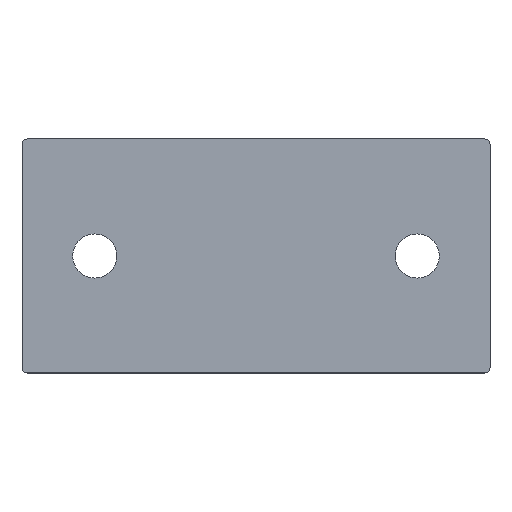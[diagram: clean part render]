
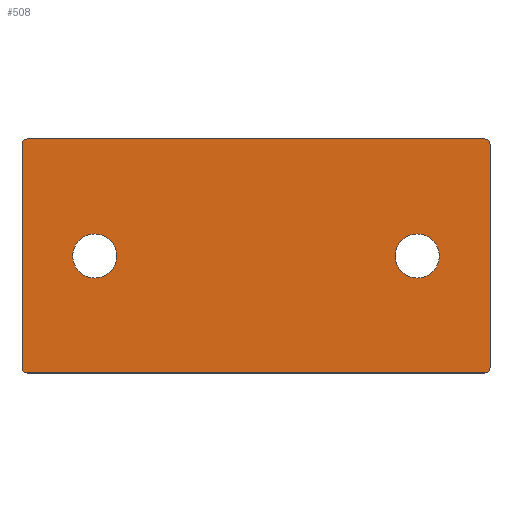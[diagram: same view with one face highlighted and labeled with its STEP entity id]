
A CAD part, top view. The second image highlights one B-rep face of the part: STEP entity #508.
In plain terms, the highlighted planar face has unit normal (0, 0, 1).
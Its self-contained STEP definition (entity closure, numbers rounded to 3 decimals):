
#2 = CIRCLE ( 'NONE', #389, 1. ) ;
#19 = VERTEX_POINT ( 'NONE', #148 ) ;
#23 = CARTESIAN_POINT ( 'NONE',  ( -44., -22.5, 2.5 ) ) ;
#27 = CIRCLE ( 'NONE', #47, 4.25 ) ;
#28 = DIRECTION ( 'NONE',  ( -1., 0., 0. ) ) ;
#31 = DIRECTION ( 'NONE',  ( -1., 0., 0. ) ) ;
#32 = FACE_OUTER_BOUND ( 'NONE', #42, .T. ) ;
#37 = VERTEX_POINT ( 'NONE', #181 ) ;
#40 = CIRCLE ( 'NONE', #388, 1. ) ;
#42 = EDGE_LOOP ( 'NONE', ( #183, #264, #124, #218, #162, #112, #363, #149 ) ) ;
#47 = AXIS2_PLACEMENT_3D ( 'NONE', #173, #373, #93 ) ;
#55 = CARTESIAN_POINT ( 'NONE',  ( -44., 21.5, 2.5 ) ) ;
#60 = DIRECTION ( 'NONE',  ( 0., 1., 0. ) ) ;
#79 = VERTEX_POINT ( 'NONE', #259 ) ;
#87 = CARTESIAN_POINT ( 'NONE',  ( 45., -21.5, 2.5 ) ) ;
#91 = CARTESIAN_POINT ( 'NONE',  ( -31., 0., 2.5 ) ) ;
#92 = DIRECTION ( 'NONE',  ( 0., 0., 1. ) ) ;
#93 = DIRECTION ( 'NONE',  ( 1., 0., 0. ) ) ;
#96 = EDGE_CURVE ( 'NONE', #393, #197, #449, .T. ) ;
#97 = LINE ( 'NONE', #457, #262 ) ;
#104 = VERTEX_POINT ( 'NONE', #334 ) ;
#112 = ORIENTED_EDGE ( 'NONE', *, *, #242, .T. ) ;
#124 = ORIENTED_EDGE ( 'NONE', *, *, #182, .T. ) ;
#127 = VERTEX_POINT ( 'NONE', #390 ) ;
#129 = CARTESIAN_POINT ( 'NONE',  ( -45., -22.5, 2.5 ) ) ;
#130 = CARTESIAN_POINT ( 'NONE',  ( 44., 21.5, 2.5 ) ) ;
#131 = ORIENTED_EDGE ( 'NONE', *, *, #325, .F. ) ;
#135 = CARTESIAN_POINT ( 'NONE',  ( 35.25, 0., 2.5 ) ) ;
#136 = VERTEX_POINT ( 'NONE', #467 ) ;
#137 = CIRCLE ( 'NONE', #247, 1. ) ;
#148 = CARTESIAN_POINT ( 'NONE',  ( -45., -21.5, 2.5 ) ) ;
#149 = ORIENTED_EDGE ( 'NONE', *, *, #261, .T. ) ;
#153 = LINE ( 'NONE', #225, #249 ) ;
#154 = AXIS2_PLACEMENT_3D ( 'NONE', #260, #336, #463 ) ;
#162 = ORIENTED_EDGE ( 'NONE', *, *, #165, .T. ) ;
#165 = EDGE_CURVE ( 'NONE', #282, #406, #168, .T. ) ;
#168 = LINE ( 'NONE', #339, #213 ) ;
#172 = DIRECTION ( 'NONE',  ( 1., 0., 0. ) ) ;
#173 = CARTESIAN_POINT ( 'NONE',  ( 31., 0., 2.5 ) ) ;
#174 = VECTOR ( 'NONE', #468, 1000. ) ;
#181 = CARTESIAN_POINT ( 'NONE',  ( -44., 22.5, 2.5 ) ) ;
#182 = EDGE_CURVE ( 'NONE', #309, #127, #464, .T. ) ;
#183 = ORIENTED_EDGE ( 'NONE', *, *, #299, .T. ) ;
#192 = DIRECTION ( 'NONE',  ( 0., 0., 1. ) ) ;
#197 = VERTEX_POINT ( 'NONE', #436 ) ;
#203 = AXIS2_PLACEMENT_3D ( 'NONE', #216, #286, #172 ) ;
#213 = VECTOR ( 'NONE', #60, 1000. ) ;
#215 = CARTESIAN_POINT ( 'NONE',  ( 44., -21.5, 2.5 ) ) ;
#216 = CARTESIAN_POINT ( 'NONE',  ( 31., 0., 2.5 ) ) ;
#218 = ORIENTED_EDGE ( 'NONE', *, *, #357, .T. ) ;
#225 = CARTESIAN_POINT ( 'NONE',  ( -45., 22.5, 2.5 ) ) ;
#227 = AXIS2_PLACEMENT_3D ( 'NONE', #352, #263, #355 ) ;
#228 = FACE_BOUND ( 'NONE', #420, .T. ) ;
#235 = FACE_BOUND ( 'NONE', #385, .T. ) ;
#242 = EDGE_CURVE ( 'NONE', #406, #104, #364, .T. ) ;
#247 = AXIS2_PLACEMENT_3D ( 'NONE', #55, #287, #510 ) ;
#249 = VECTOR ( 'NONE', #28, 1000. ) ;
#253 = DIRECTION ( 'NONE',  ( 0., 0., 1. ) ) ;
#259 = CARTESIAN_POINT ( 'NONE',  ( -45., 21.5, 2.5 ) ) ;
#260 = CARTESIAN_POINT ( 'NONE',  ( -31., 0., 2.5 ) ) ;
#261 = EDGE_CURVE ( 'NONE', #37, #79, #137, .T. ) ;
#262 = VECTOR ( 'NONE', #498, 1000. ) ;
#263 = DIRECTION ( 'NONE',  ( 0., 0., -1. ) ) ;
#264 = ORIENTED_EDGE ( 'NONE', *, *, #422, .T. ) ;
#270 = EDGE_CURVE ( 'NONE', #136, #433, #378, .T. ) ;
#282 = VERTEX_POINT ( 'NONE', #87 ) ;
#286 = DIRECTION ( 'NONE',  ( 0., 0., 1. ) ) ;
#287 = DIRECTION ( 'NONE',  ( 0., 0., 1. ) ) ;
#289 = DIRECTION ( 'NONE',  ( 1., 0., 0. ) ) ;
#299 = EDGE_CURVE ( 'NONE', #79, #19, #97, .T. ) ;
#309 = VERTEX_POINT ( 'NONE', #23 ) ;
#311 = CARTESIAN_POINT ( 'NONE',  ( -44., -21.5, 2.5 ) ) ;
#325 = EDGE_CURVE ( 'NONE', #433, #136, #350, .T. ) ;
#330 = DIRECTION ( 'NONE',  ( -1., 0., 0. ) ) ;
#331 = DIRECTION ( 'NONE',  ( -1., 0., 0. ) ) ;
#334 = CARTESIAN_POINT ( 'NONE',  ( 44., 22.5, 2.5 ) ) ;
#336 = DIRECTION ( 'NONE',  ( 0., 0., 1. ) ) ;
#338 = ORIENTED_EDGE ( 'NONE', *, *, #96, .F. ) ;
#339 = CARTESIAN_POINT ( 'NONE',  ( 45., -22.5, 2.5 ) ) ;
#346 = DIRECTION ( 'NONE',  ( 0., 0., 1. ) ) ;
#350 = CIRCLE ( 'NONE', #415, 4.25 ) ;
#352 = CARTESIAN_POINT ( 'NONE',  ( 0., 0., 2.5 ) ) ;
#355 = DIRECTION ( 'NONE',  ( -1., 0., 0. ) ) ;
#356 = ORIENTED_EDGE ( 'NONE', *, *, #359, .F. ) ;
#357 = EDGE_CURVE ( 'NONE', #127, #282, #2, .T. ) ;
#359 = EDGE_CURVE ( 'NONE', #197, #393, #27, .T. ) ;
#363 = ORIENTED_EDGE ( 'NONE', *, *, #523, .T. ) ;
#364 = CIRCLE ( 'NONE', #478, 1. ) ;
#373 = DIRECTION ( 'NONE',  ( 0., 0., 1. ) ) ;
#378 = CIRCLE ( 'NONE', #154, 4.25 ) ;
#385 = EDGE_LOOP ( 'NONE', ( #356, #338 ) ) ;
#388 = AXIS2_PLACEMENT_3D ( 'NONE', #311, #192, #31 ) ;
#389 = AXIS2_PLACEMENT_3D ( 'NONE', #215, #346, #331 ) ;
#390 = CARTESIAN_POINT ( 'NONE',  ( 44., -22.5, 2.5 ) ) ;
#393 = VERTEX_POINT ( 'NONE', #135 ) ;
#398 = CARTESIAN_POINT ( 'NONE',  ( 45., 21.5, 2.5 ) ) ;
#400 = PLANE ( 'NONE',  #227 ) ;
#406 = VERTEX_POINT ( 'NONE', #398 ) ;
#415 = AXIS2_PLACEMENT_3D ( 'NONE', #91, #92, #289 ) ;
#420 = EDGE_LOOP ( 'NONE', ( #491, #131 ) ) ;
#422 = EDGE_CURVE ( 'NONE', #19, #309, #40, .T. ) ;
#433 = VERTEX_POINT ( 'NONE', #469 ) ;
#436 = CARTESIAN_POINT ( 'NONE',  ( 26.75, 0., 2.5 ) ) ;
#449 = CIRCLE ( 'NONE', #203, 4.25 ) ;
#457 = CARTESIAN_POINT ( 'NONE',  ( -45., -22.5, 2.5 ) ) ;
#463 = DIRECTION ( 'NONE',  ( 1., 0., 0. ) ) ;
#464 = LINE ( 'NONE', #129, #174 ) ;
#467 = CARTESIAN_POINT ( 'NONE',  ( -35.25, 0., 2.5 ) ) ;
#468 = DIRECTION ( 'NONE',  ( 1., 0., 0. ) ) ;
#469 = CARTESIAN_POINT ( 'NONE',  ( -26.75, 0., 2.5 ) ) ;
#478 = AXIS2_PLACEMENT_3D ( 'NONE', #130, #253, #330 ) ;
#491 = ORIENTED_EDGE ( 'NONE', *, *, #270, .F. ) ;
#498 = DIRECTION ( 'NONE',  ( 0., -1., 0. ) ) ;
#508 = ADVANCED_FACE ( 'NONE', ( #32, #228, #235 ), #400, .F. ) ;
#510 = DIRECTION ( 'NONE',  ( -1., 0., 0. ) ) ;
#523 = EDGE_CURVE ( 'NONE', #104, #37, #153, .T. ) ;
